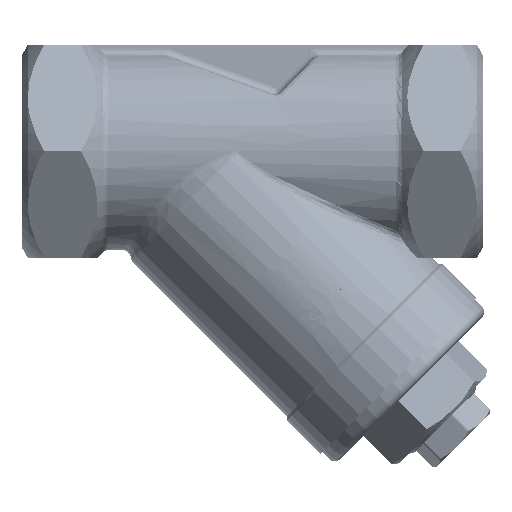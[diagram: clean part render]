
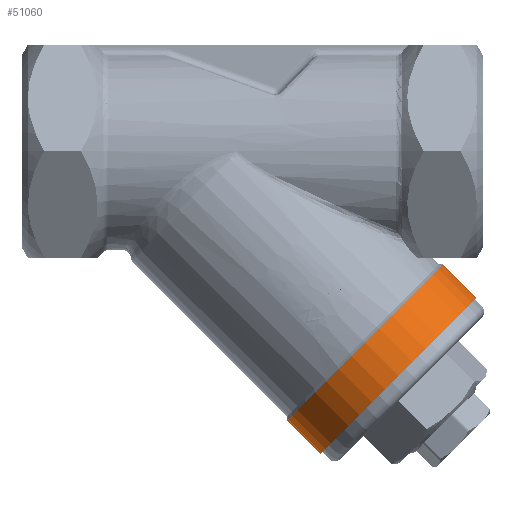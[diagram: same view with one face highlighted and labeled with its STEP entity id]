
A CAD part, top view. The second image highlights one B-rep face of the part: STEP entity #51060.
In plain terms, the highlighted cylindrical face has radius 28.5 mm (diameter 57 mm), a partial arc.
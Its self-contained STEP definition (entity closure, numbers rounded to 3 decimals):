
#1967 = CARTESIAN_POINT ( 'NONE',  ( -20.2, 0., 0. ) ) ;
#2605 = ORIENTED_EDGE ( 'NONE', *, *, #150126, .F. ) ;
#4126 = LINE ( 'NONE', #23692, #92913 ) ;
#8949 = ORIENTED_EDGE ( 'NONE', *, *, #26809, .T. ) ;
#11367 = DIRECTION ( 'NONE',  ( -0.707, 0.707, 0. ) ) ;
#18910 = LINE ( 'NONE', #132613, #86043 ) ;
#23692 = CARTESIAN_POINT ( 'NONE',  ( -0.047, 20.153, 0. ) ) ;
#26809 = EDGE_CURVE ( 'NONE', #118127, #83384, #4126, .T. ) ;
#26873 = DIRECTION ( 'NONE',  ( -0.707, 0.707, 0. ) ) ;
#44466 = CARTESIAN_POINT ( 'NONE',  ( 57.935, -37.83, 0. ) ) ;
#49091 = DIRECTION ( 'NONE',  ( -0.707, 0.707, 0. ) ) ;
#51060 = ADVANCED_FACE ( 'NONE', ( #94119 ), #60647, .T. ) ;
#54011 = VERTEX_POINT ( 'NONE', #156360 ) ;
#57144 = DIRECTION ( 'NONE',  ( -0.707, 0.707, 0. ) ) ;
#57414 = VERTEX_POINT ( 'NONE', #130955 ) ;
#60647 = CYLINDRICAL_SURFACE ( 'NONE', #67106, 28.5 ) ;
#67106 = AXIS2_PLACEMENT_3D ( 'NONE', #1967, #26873, #101848 ) ;
#73396 = DIRECTION ( 'NONE',  ( -0.707, 0.707, 0. ) ) ;
#83384 = VERTEX_POINT ( 'NONE', #105531 ) ;
#86043 = VECTOR ( 'NONE', #57144, 1000. ) ;
#86921 = CARTESIAN_POINT ( 'NONE',  ( 37.783, -57.983, 0. ) ) ;
#91399 = CIRCLE ( 'NONE', #93766, 28.5 ) ;
#92913 = VECTOR ( 'NONE', #49091, 1000. ) ;
#93766 = AXIS2_PLACEMENT_3D ( 'NONE', #86921, #11367, #99562 ) ;
#94119 = FACE_OUTER_BOUND ( 'NONE', #145279, .T. ) ;
#94264 = ORIENTED_EDGE ( 'NONE', *, *, #130409, .F. ) ;
#99562 = DIRECTION ( 'NONE',  ( -0.707, -0.707, 0. ) ) ;
#101848 = DIRECTION ( 'NONE',  ( -0.707, -0.707, 0. ) ) ;
#105531 = CARTESIAN_POINT ( 'NONE',  ( 49.273, -29.168, 0. ) ) ;
#115089 = CIRCLE ( 'NONE', #133606, 28.5 ) ;
#118127 = VERTEX_POINT ( 'NONE', #44466 ) ;
#130409 = EDGE_CURVE ( 'NONE', #54011, #83384, #115089, .T. ) ;
#130955 = CARTESIAN_POINT ( 'NONE',  ( 17.63, -78.135, 0. ) ) ;
#132613 = CARTESIAN_POINT ( 'NONE',  ( -40.353, -20.153, 0. ) ) ;
#133606 = AXIS2_PLACEMENT_3D ( 'NONE', #148810, #73396, #161467 ) ;
#145279 = EDGE_LOOP ( 'NONE', ( #149993, #8949, #94264, #2605 ) ) ;
#148810 = CARTESIAN_POINT ( 'NONE',  ( 29.121, -49.321, 0. ) ) ;
#149993 = ORIENTED_EDGE ( 'NONE', *, *, #153280, .T. ) ;
#150126 = EDGE_CURVE ( 'NONE', #57414, #54011, #18910, .T. ) ;
#153280 = EDGE_CURVE ( 'NONE', #57414, #118127, #91399, .T. ) ;
#156360 = CARTESIAN_POINT ( 'NONE',  ( 8.968, -69.473, 0. ) ) ;
#161467 = DIRECTION ( 'NONE',  ( -0.707, -0.707, 0. ) ) ;
